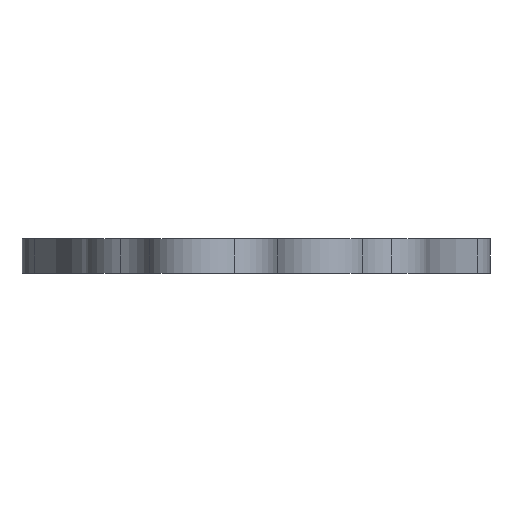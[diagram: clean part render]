
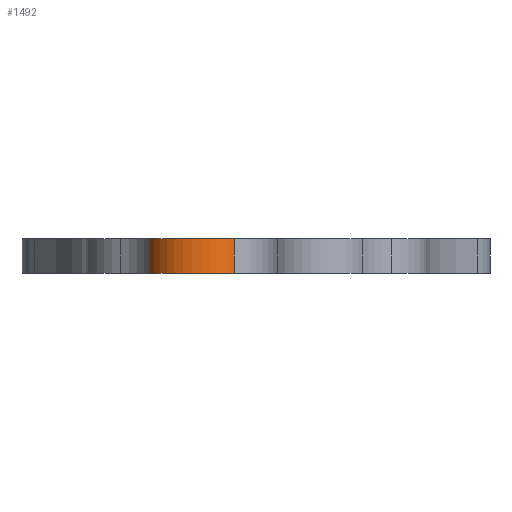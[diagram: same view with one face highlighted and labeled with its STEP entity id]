
A CAD part, front view. The second image highlights one B-rep face of the part: STEP entity #1492.
In plain terms, the highlighted cylindrical face has radius 4.8 mm (diameter 9.6 mm), a partial arc.
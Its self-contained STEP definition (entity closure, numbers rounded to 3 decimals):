
#6 = CARTESIAN_POINT ( 'NONE',  ( 5.65, -12.029, 3. ) ) ;
#29 = CARTESIAN_POINT ( 'NONE',  ( 13.077, -13.684, 0. ) ) ;
#120 = VERTEX_POINT ( 'NONE', #203 ) ;
#121 = ORIENTED_EDGE ( 'NONE', *, *, #806, .T. ) ;
#122 = DIRECTION ( 'NONE',  ( -1., 0., 0. ) ) ;
#175 = DIRECTION ( 'NONE',  ( 1., 0., 0. ) ) ;
#187 = LINE ( 'NONE', #1202, #1022 ) ;
#203 = CARTESIAN_POINT ( 'NONE',  ( 5.65, -12.029, 0. ) ) ;
#246 = EDGE_CURVE ( 'NONE', #1498, #1685, #187, .T. ) ;
#495 = AXIS2_PLACEMENT_3D ( 'NONE', #1145, #1570, #1830 ) ;
#582 = VECTOR ( 'NONE', #1684, 1000. ) ;
#605 = DIRECTION ( 'NONE',  ( 0., 0., 1. ) ) ;
#678 = LINE ( 'NONE', #1403, #582 ) ;
#694 = CARTESIAN_POINT ( 'NONE',  ( 13.077, -13.684, 3. ) ) ;
#796 = VERTEX_POINT ( 'NONE', #6 ) ;
#804 = ORIENTED_EDGE ( 'NONE', *, *, #246, .F. ) ;
#806 = EDGE_CURVE ( 'NONE', #120, #1685, #985, .T. ) ;
#860 = EDGE_LOOP ( 'NONE', ( #1141, #1384, #121, #804 ) ) ;
#928 = AXIS2_PLACEMENT_3D ( 'NONE', #1188, #605, #175 ) ;
#985 = CIRCLE ( 'NONE', #928, 4.8 ) ;
#1022 = VECTOR ( 'NONE', #1178, 1000. ) ;
#1117 = CYLINDRICAL_SURFACE ( 'NONE', #1351, 4.8 ) ;
#1122 = EDGE_CURVE ( 'NONE', #796, #1498, #1772, .T. ) ;
#1141 = ORIENTED_EDGE ( 'NONE', *, *, #1122, .F. ) ;
#1145 = CARTESIAN_POINT ( 'NONE',  ( 10., -10., 3. ) ) ;
#1178 = DIRECTION ( 'NONE',  ( 0., 0., -1. ) ) ;
#1188 = CARTESIAN_POINT ( 'NONE',  ( 10., -10., 0. ) ) ;
#1202 = CARTESIAN_POINT ( 'NONE',  ( 13.077, -13.684, 3. ) ) ;
#1268 = FACE_OUTER_BOUND ( 'NONE', #860, .T. ) ;
#1287 = DIRECTION ( 'NONE',  ( 0., 0., -1. ) ) ;
#1351 = AXIS2_PLACEMENT_3D ( 'NONE', #1394, #1287, #122 ) ;
#1384 = ORIENTED_EDGE ( 'NONE', *, *, #1450, .T. ) ;
#1394 = CARTESIAN_POINT ( 'NONE',  ( 10., -10., 3. ) ) ;
#1403 = CARTESIAN_POINT ( 'NONE',  ( 5.65, -12.029, 3. ) ) ;
#1450 = EDGE_CURVE ( 'NONE', #796, #120, #678, .T. ) ;
#1492 = ADVANCED_FACE ( 'NONE', ( #1268 ), #1117, .T. ) ;
#1498 = VERTEX_POINT ( 'NONE', #694 ) ;
#1570 = DIRECTION ( 'NONE',  ( 0., 0., 1. ) ) ;
#1684 = DIRECTION ( 'NONE',  ( 0., 0., -1. ) ) ;
#1685 = VERTEX_POINT ( 'NONE', #29 ) ;
#1772 = CIRCLE ( 'NONE', #495, 4.8 ) ;
#1830 = DIRECTION ( 'NONE',  ( 1., 0., 0. ) ) ;
